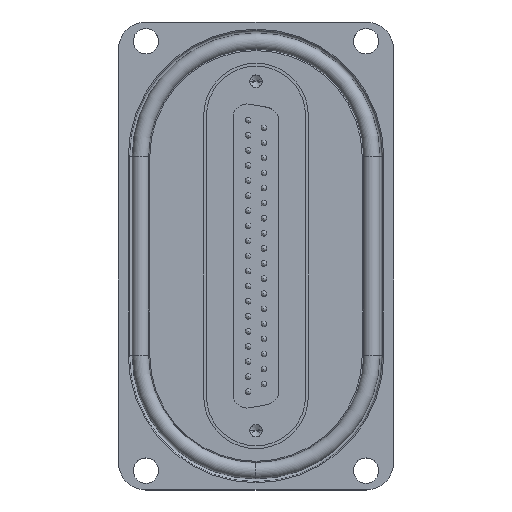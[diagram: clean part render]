
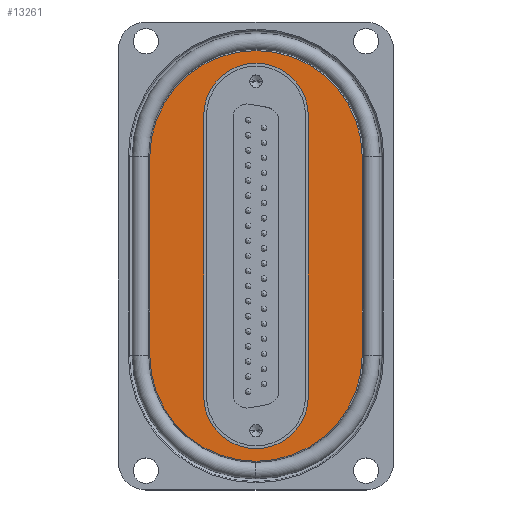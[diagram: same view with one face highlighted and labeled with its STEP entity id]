
A CAD part, top view. The second image highlights one B-rep face of the part: STEP entity #13261.
In plain terms, the highlighted planar face has unit normal (0, 0, 1).
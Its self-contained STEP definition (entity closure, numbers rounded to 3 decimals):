
#236 = DIRECTION ( 'NONE',  ( 0., -1., 0. ) ) ;
#343 = CARTESIAN_POINT ( 'NONE',  ( -19.3, 18., 10. ) ) ;
#584 = VERTEX_POINT ( 'NONE', #10472 ) ;
#632 = CARTESIAN_POINT ( 'NONE',  ( -9.5, -25.5, 10. ) ) ;
#674 = CARTESIAN_POINT ( 'NONE',  ( 0., 18., 10. ) ) ;
#809 = VECTOR ( 'NONE', #11133, 1000. ) ;
#918 = CARTESIAN_POINT ( 'NONE',  ( 0., 25.5, 10. ) ) ;
#1370 = PLANE ( 'NONE',  #3983 ) ;
#1421 = CARTESIAN_POINT ( 'NONE',  ( 0., 0., 10. ) ) ;
#1635 = LINE ( 'NONE', #12050, #7575 ) ;
#1795 = DIRECTION ( 'NONE',  ( 0., 0., 1. ) ) ;
#1801 = VERTEX_POINT ( 'NONE', #12975 ) ;
#1852 = CIRCLE ( 'NONE', #12072, 19.3 ) ;
#1865 = DIRECTION ( 'NONE',  ( 1., 0., 0. ) ) ;
#2041 = VERTEX_POINT ( 'NONE', #5095 ) ;
#2091 = DIRECTION ( 'NONE',  ( 1., 0., 0. ) ) ;
#2230 = CIRCLE ( 'NONE', #15212, 9.5 ) ;
#2408 = LINE ( 'NONE', #11999, #8357 ) ;
#2647 = DIRECTION ( 'NONE',  ( 0., 1., 0. ) ) ;
#2742 = EDGE_CURVE ( 'NONE', #584, #11496, #6278, .T. ) ;
#3018 = DIRECTION ( 'NONE',  ( 0., -1., 0. ) ) ;
#3733 = EDGE_CURVE ( 'NONE', #4595, #1801, #6602, .T. ) ;
#3786 = DIRECTION ( 'NONE',  ( 0., 0., 1. ) ) ;
#3983 = AXIS2_PLACEMENT_3D ( 'NONE', #1421, #3786, #12057 ) ;
#4595 = VERTEX_POINT ( 'NONE', #343 ) ;
#4752 = DIRECTION ( 'NONE',  ( 0., 0., 1. ) ) ;
#4908 = AXIS2_PLACEMENT_3D ( 'NONE', #918, #9188, #2091 ) ;
#4929 = AXIS2_PLACEMENT_3D ( 'NONE', #674, #8947, #1865 ) ;
#5037 = CIRCLE ( 'NONE', #4929, 19.3 ) ;
#5095 = CARTESIAN_POINT ( 'NONE',  ( 19.3, 18., 10. ) ) ;
#5205 = FACE_BOUND ( 'NONE', #5460, .T. ) ;
#5316 = ORIENTED_EDGE ( 'NONE', *, *, #13248, .F. ) ;
#5414 = CARTESIAN_POINT ( 'NONE',  ( -19.3, 0., 10. ) ) ;
#5460 = EDGE_LOOP ( 'NONE', ( #12901, #9658, #9021, #5316 ) ) ;
#5513 = EDGE_CURVE ( 'NONE', #12758, #584, #7120, .T. ) ;
#5947 = FACE_OUTER_BOUND ( 'NONE', #13075, .T. ) ;
#6009 = CARTESIAN_POINT ( 'NONE',  ( 19.3, -18., 10. ) ) ;
#6262 = ORIENTED_EDGE ( 'NONE', *, *, #7336, .T. ) ;
#6278 = CIRCLE ( 'NONE', #4908, 9.5 ) ;
#6602 = LINE ( 'NONE', #5414, #10109 ) ;
#7120 = LINE ( 'NONE', #9938, #809 ) ;
#7336 = EDGE_CURVE ( 'NONE', #2041, #4595, #5037, .T. ) ;
#7540 = EDGE_CURVE ( 'NONE', #11630, #12758, #2230, .T. ) ;
#7575 = VECTOR ( 'NONE', #2647, 1000. ) ;
#7941 = VERTEX_POINT ( 'NONE', #6009 ) ;
#8157 = ORIENTED_EDGE ( 'NONE', *, *, #3733, .T. ) ;
#8357 = VECTOR ( 'NONE', #236, 1000. ) ;
#8513 = ORIENTED_EDGE ( 'NONE', *, *, #9316, .T. ) ;
#8883 = CARTESIAN_POINT ( 'NONE',  ( 0., -18., 10. ) ) ;
#8947 = DIRECTION ( 'NONE',  ( 0., 0., 1. ) ) ;
#9021 = ORIENTED_EDGE ( 'NONE', *, *, #7540, .F. ) ;
#9188 = DIRECTION ( 'NONE',  ( 0., 0., 1. ) ) ;
#9316 = EDGE_CURVE ( 'NONE', #1801, #7941, #1852, .T. ) ;
#9658 = ORIENTED_EDGE ( 'NONE', *, *, #5513, .F. ) ;
#9938 = CARTESIAN_POINT ( 'NONE',  ( 9.5, 25.5, 10. ) ) ;
#10064 = DIRECTION ( 'NONE',  ( 1., 0., 0. ) ) ;
#10109 = VECTOR ( 'NONE', #3018, 1000. ) ;
#10472 = CARTESIAN_POINT ( 'NONE',  ( 9.5, 25.5, 10. ) ) ;
#10892 = CARTESIAN_POINT ( 'NONE',  ( -9.5, 25.5, 10. ) ) ;
#11133 = DIRECTION ( 'NONE',  ( 0., 1., 0. ) ) ;
#11496 = VERTEX_POINT ( 'NONE', #10892 ) ;
#11630 = VERTEX_POINT ( 'NONE', #632 ) ;
#11812 = CARTESIAN_POINT ( 'NONE',  ( 0., -25.5, 10. ) ) ;
#11999 = CARTESIAN_POINT ( 'NONE',  ( -9.5, 25.5, 10. ) ) ;
#12050 = CARTESIAN_POINT ( 'NONE',  ( 19.3, 0., 10. ) ) ;
#12057 = DIRECTION ( 'NONE',  ( 1., 0., 0. ) ) ;
#12072 = AXIS2_PLACEMENT_3D ( 'NONE', #8883, #1795, #10064 ) ;
#12758 = VERTEX_POINT ( 'NONE', #14674 ) ;
#12901 = ORIENTED_EDGE ( 'NONE', *, *, #2742, .F. ) ;
#12975 = CARTESIAN_POINT ( 'NONE',  ( -19.3, -18., 10. ) ) ;
#13009 = DIRECTION ( 'NONE',  ( 1., 0., 0. ) ) ;
#13075 = EDGE_LOOP ( 'NONE', ( #13783, #6262, #8157, #8513 ) ) ;
#13248 = EDGE_CURVE ( 'NONE', #11496, #11630, #2408, .T. ) ;
#13261 = ADVANCED_FACE ( 'NONE', ( #5205, #5947 ), #1370, .T. ) ;
#13783 = ORIENTED_EDGE ( 'NONE', *, *, #14902, .T. ) ;
#14674 = CARTESIAN_POINT ( 'NONE',  ( 9.5, -25.5, 10. ) ) ;
#14902 = EDGE_CURVE ( 'NONE', #7941, #2041, #1635, .T. ) ;
#15212 = AXIS2_PLACEMENT_3D ( 'NONE', #11812, #4752, #13009 ) ;
